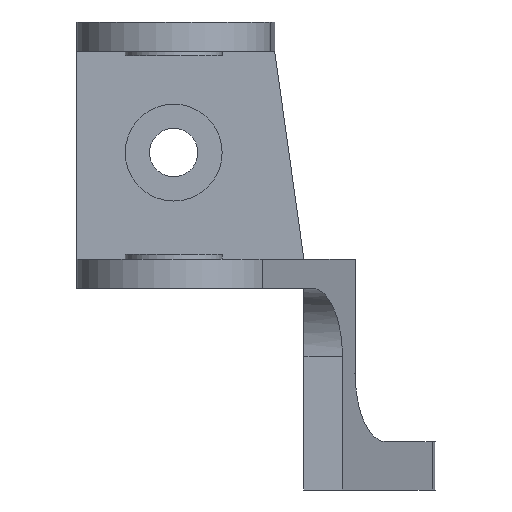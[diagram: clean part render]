
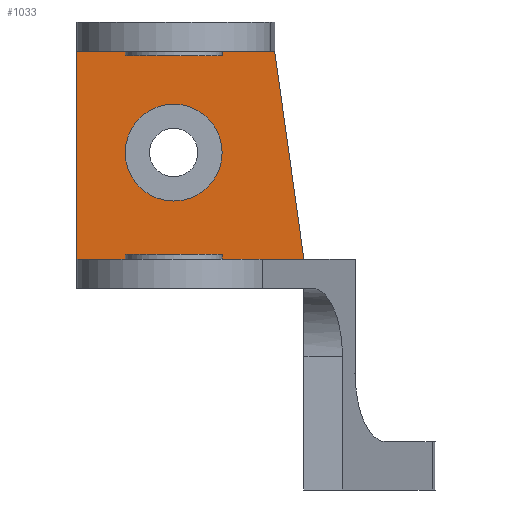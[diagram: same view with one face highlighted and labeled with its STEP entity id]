
A CAD part, left-side view. The second image highlights one B-rep face of the part: STEP entity #1033.
In plain terms, the highlighted planar face has unit normal (-1, 0, 0).
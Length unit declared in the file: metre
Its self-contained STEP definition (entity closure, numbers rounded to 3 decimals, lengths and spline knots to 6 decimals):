
#52=LINE('',#1568,#142);
#57=LINE('',#1578,#147);
#61=LINE('',#1588,#151);
#62=LINE('',#1589,#152);
#142=VECTOR('',#1246,1.);
#147=VECTOR('',#1253,1.);
#151=VECTOR('',#1261,1.);
#152=VECTOR('',#1262,1.);
#250=ORIENTED_EDGE('',*,*,#525,.T.);
#251=ORIENTED_EDGE('',*,*,#516,.F.);
#252=ORIENTED_EDGE('',*,*,#526,.T.);
#253=ORIENTED_EDGE('',*,*,#521,.F.);
#254=ORIENTED_EDGE('',*,*,#527,.F.);
#516=EDGE_CURVE('',#655,#656,#52,.T.);
#521=EDGE_CURVE('',#659,#660,#57,.T.);
#525=EDGE_CURVE('',#663,#663,#748,.T.);
#526=EDGE_CURVE('',#655,#660,#61,.T.);
#527=EDGE_CURVE('',#656,#659,#62,.T.);
#655=VERTEX_POINT('',#1567);
#656=VERTEX_POINT('',#1569);
#659=VERTEX_POINT('',#1577);
#660=VERTEX_POINT('',#1579);
#663=VERTEX_POINT('',#1587);
#748=CIRCLE('',#1114,0.005);
#798=EDGE_LOOP('',(#250));
#799=EDGE_LOOP('',(#251,#252,#253,#254));
#898=FACE_BOUND('',#798,.T.);
#899=FACE_BOUND('',#799,.T.);
#992=PLANE('',#1113);
#1033=ADVANCED_FACE('',(#898,#899),#992,.T.);
#1113=AXIS2_PLACEMENT_3D('',#1585,#1257,#1258);
#1114=AXIS2_PLACEMENT_3D('',#1586,#1259,#1260);
#1246=DIRECTION('',(0.,-0.139,-0.99));
#1253=DIRECTION('',(0.,0.,1.));
#1257=DIRECTION('',(-1.,0.,0.));
#1258=DIRECTION('',(0.,-1.,0.));
#1259=DIRECTION('',(1.,0.,0.));
#1260=DIRECTION('',(0.,0.,-1.));
#1261=DIRECTION('',(0.,1.,0.));
#1262=DIRECTION('',(0.,1.,0.));
#1567=CARTESIAN_POINT('',(-0.022484,-0.025005,0.010468));
#1568=CARTESIAN_POINT('',(-0.022484,-0.026514,-0.000266));
#1569=CARTESIAN_POINT('',(-0.022484,-0.028022,-0.011));
#1577=CARTESIAN_POINT('',(-0.022484,-0.004584,-0.011));
#1578=CARTESIAN_POINT('',(-0.022484,-0.004584,-0.000266));
#1579=CARTESIAN_POINT('',(-0.022484,-0.004584,0.010468));
#1585=CARTESIAN_POINT('',(-0.022484,-0.016584,-0.002574));
#1586=CARTESIAN_POINT('',(-0.022484,-0.014584,0.));
#1587=CARTESIAN_POINT('',(-0.022484,-0.014584,-0.005));
#1588=CARTESIAN_POINT('',(-0.022484,-0.014795,0.010468));
#1589=CARTESIAN_POINT('',(-0.022484,-0.016303,-0.011));
